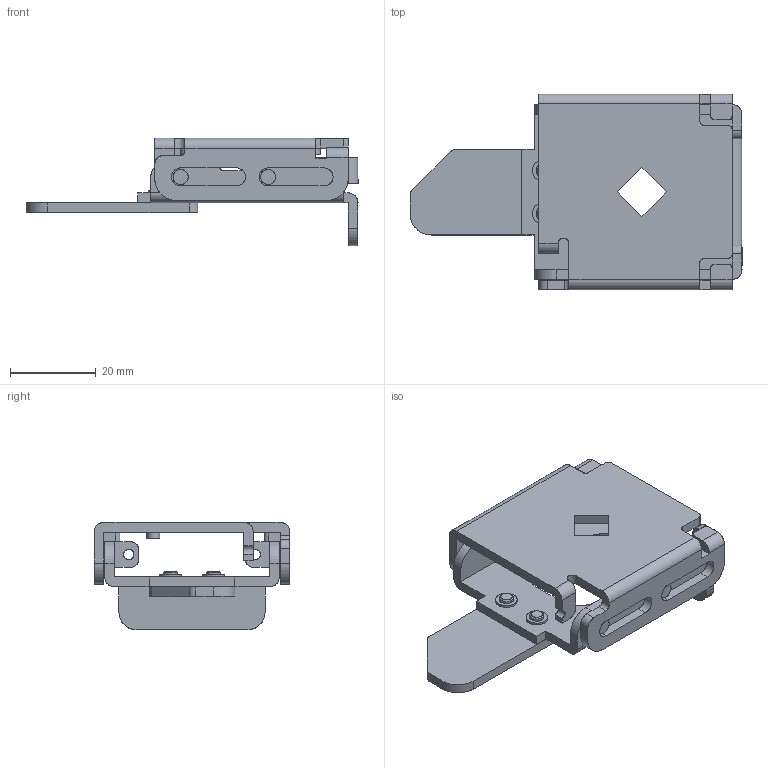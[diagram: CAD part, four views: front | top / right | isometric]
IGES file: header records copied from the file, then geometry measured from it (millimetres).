
Start section: SolidWorks IGES file using analytic representation for surfaces
Global section: file name: AC-25-ES-2.IGS; native system: SolidWorks 2018; preprocessor: SolidWorks 2018; author: 1337yo; date: 200310.101837; units: millimetre
Bounding box: 77.3 x 45.6 x 25 mm (x, y, z)
Surface area: 14448.2 mm2 (no closed solid volume)
Topology: 0 solids, 0 shells, 271 faces, 3694 edges, 3694 vertices
Faces by surface type: bspline 151, revolution 120
